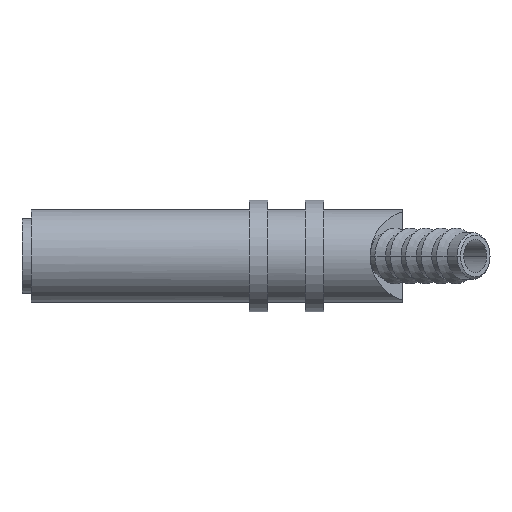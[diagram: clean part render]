
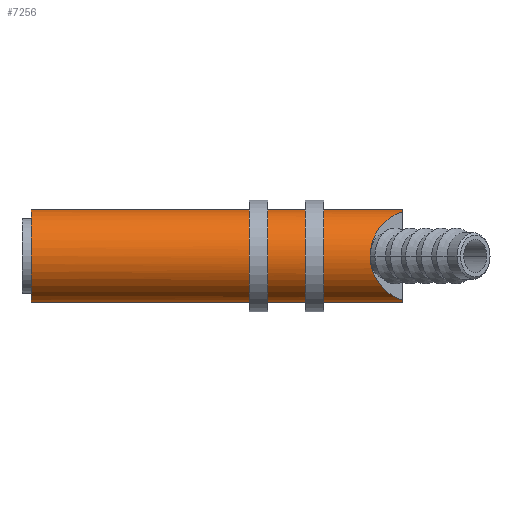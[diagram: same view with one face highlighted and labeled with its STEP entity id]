
A CAD part, front view. The second image highlights one B-rep face of the part: STEP entity #7256.
In plain terms, the highlighted cylindrical face has radius 5 mm (diameter 10 mm), a partial arc.
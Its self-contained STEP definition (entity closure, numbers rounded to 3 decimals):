
#147 = CARTESIAN_POINT ( 'NONE',  ( 37.464, -5., 0. ) ) ;
#201 = VERTEX_POINT ( 'NONE', #5147 ) ;
#223 = CARTESIAN_POINT ( 'NONE',  ( 7.023, -0.185, 4.997 ) ) ;
#366 = EDGE_CURVE ( 'NONE', #201, #5818, #4447, .T. ) ;
#374 = CARTESIAN_POINT ( 'NONE',  ( 37.464, -5., 0. ) ) ;
#395 = CARTESIAN_POINT ( 'NONE',  ( 0., 0., 5. ) ) ;
#427 = DIRECTION ( 'NONE',  ( -1., 0., 0. ) ) ;
#471 = CARTESIAN_POINT ( 'NONE',  ( 8., -0.185, 4.997 ) ) ;
#504 = CARTESIAN_POINT ( 'NONE',  ( 41., 0., 0. ) ) ;
#506 = CIRCLE ( 'NONE', #1142, 5. ) ;
#526 = CARTESIAN_POINT ( 'NONE',  ( 5.883, 0., 5. ) ) ;
#587 = DIRECTION ( 'NONE',  ( 0., 0., 1. ) ) ;
#665 = EDGE_CURVE ( 'NONE', #5310, #2866, #2364, .T. ) ;
#740 = DIRECTION ( 'NONE',  ( -1., 0., 0. ) ) ;
#792 = CIRCLE ( 'NONE', #5006, 5. ) ;
#839 = EDGE_LOOP ( 'NONE', ( #4232, #6301, #5380, #5640, #2843, #4999, #3604, #2624, #5280, #1677, #6166, #1587, #3107, #2230 ) ) ;
#1004 = DIRECTION ( 'NONE',  ( -1., 0., 0. ) ) ;
#1119 = EDGE_CURVE ( 'NONE', #5168, #201, #3266, .T. ) ;
#1142 = AXIS2_PLACEMENT_3D ( 'NONE', #2052, #740, #6313 ) ;
#1228 = EDGE_CURVE ( 'NONE', #7575, #6830, #3958, .T. ) ;
#1288 = CARTESIAN_POINT ( 'NONE',  ( 0., 0., 0. ) ) ;
#1396 = VERTEX_POINT ( 'NONE', #526 ) ;
#1587 = ORIENTED_EDGE ( 'NONE', *, *, #2112, .T. ) ;
#1677 = ORIENTED_EDGE ( 'NONE', *, *, #3136, .F. ) ;
#1699 = DIRECTION ( 'NONE',  ( 0., 0., 1. ) ) ;
#1740 = DIRECTION ( 'NONE',  ( -1., 0., 0. ) ) ;
#1794 = DIRECTION ( 'NONE',  ( -1., 0., 0. ) ) ;
#1871 = DIRECTION ( 'NONE',  ( 0., 0., 1. ) ) ;
#1896 = VECTOR ( 'NONE', #1004, 1000. ) ;
#1930 = CARTESIAN_POINT ( 'NONE',  ( 41., -1.464, 4.781 ) ) ;
#2036 = CARTESIAN_POINT ( 'NONE',  ( 8., 0., 0. ) ) ;
#2052 = CARTESIAN_POINT ( 'NONE',  ( 5.883, 0., 0. ) ) ;
#2112 = EDGE_CURVE ( 'NONE', #6830, #1396, #506, .T. ) ;
#2125 = VERTEX_POINT ( 'NONE', #5707 ) ;
#2153 = VERTEX_POINT ( 'NONE', #374 ) ;
#2228 = DIRECTION ( 'NONE',  ( -1., 0., 0. ) ) ;
#2230 = ORIENTED_EDGE ( 'NONE', *, *, #366, .F. ) ;
#2280 = VERTEX_POINT ( 'NONE', #5325 ) ;
#2341 =( BOUNDED_CURVE ( )  B_SPLINE_CURVE ( 3, ( #4509, #5762, #5802, #5186 ),
 .UNSPECIFIED., .F., .F. ) 
 B_SPLINE_CURVE_WITH_KNOTS ( ( 4, 4 ),
 ( 0., 1.274 ),
 .UNSPECIFIED. ) 
 CURVE ( )  GEOMETRIC_REPRESENTATION_ITEM ( )  RATIONAL_B_SPLINE_CURVE ( ( 1., 0.869, 0.869, 1. ) ) 
 REPRESENTATION_ITEM ( '' )  );
#2364 = B_SPLINE_CURVE_WITH_KNOTS ( 'NONE', 3,
 ( #3255, #3367, #7641, #5825, #5213, #5710 ),
 .UNSPECIFIED., .F., .F.,
 ( 4, 2, 4 ),
 ( 0.939, 0.969, 1. ),
 .UNSPECIFIED. ) ;
#2393 = CARTESIAN_POINT ( 'NONE',  ( 1., 0., 0. ) ) ;
#2418 = CIRCLE ( 'NONE', #4458, 5. ) ;
#2422 = AXIS2_PLACEMENT_3D ( 'NONE', #3307, #4547, #3271 ) ;
#2481 = CYLINDRICAL_SURFACE ( 'NONE', #6549, 5. ) ;
#2596 = EDGE_CURVE ( 'NONE', #1396, #5818, #2827, .T. ) ;
#2624 = ORIENTED_EDGE ( 'NONE', *, *, #4258, .F. ) ;
#2674 = CIRCLE ( 'NONE', #4843, 5. ) ;
#2817 = CARTESIAN_POINT ( 'NONE',  ( 7.023, -0.033, 5. ) ) ;
#2827 = LINE ( 'NONE', #395, #7556 ) ;
#2843 = ORIENTED_EDGE ( 'NONE', *, *, #2875, .T. ) ;
#2866 = VERTEX_POINT ( 'NONE', #2817 ) ;
#2875 = EDGE_CURVE ( 'NONE', #7057, #2280, #2674, .T. ) ;
#3034 = EDGE_CURVE ( 'NONE', #2125, #4966, #4451, .T. ) ;
#3107 = ORIENTED_EDGE ( 'NONE', *, *, #2596, .T. ) ;
#3136 = EDGE_CURVE ( 'NONE', #7575, #4966, #2418, .T. ) ;
#3255 = CARTESIAN_POINT ( 'NONE',  ( 7.023, 0., 5. ) ) ;
#3266 = LINE ( 'NONE', #6772, #5342 ) ;
#3271 = DIRECTION ( 'NONE',  ( 0., -0.007, 1. ) ) ;
#3307 = CARTESIAN_POINT ( 'NONE',  ( 7.023, 0., 0. ) ) ;
#3367 = CARTESIAN_POINT ( 'NONE',  ( 7.023, -0.005, 5. ) ) ;
#3427 = CARTESIAN_POINT ( 'NONE',  ( 8., -0.374, 4.986 ) ) ;
#3527 = EDGE_CURVE ( 'NONE', #2153, #7057, #2341, .T. ) ;
#3604 = ORIENTED_EDGE ( 'NONE', *, *, #665, .T. ) ;
#3795 = DIRECTION ( 'NONE',  ( -1., 0., 0. ) ) ;
#3958 = LINE ( 'NONE', #4523, #1896 ) ;
#4210 = VERTEX_POINT ( 'NONE', #5305 ) ;
#4232 = ORIENTED_EDGE ( 'NONE', *, *, #1119, .F. ) ;
#4258 = EDGE_CURVE ( 'NONE', #2125, #2866, #4851, .T. ) ;
#4266 = CARTESIAN_POINT ( 'NONE',  ( 41., 0., -5. ) ) ;
#4279 = DIRECTION ( 'NONE',  ( 0., 0., 1. ) ) ;
#4292 = LINE ( 'NONE', #5547, #4480 ) ;
#4339 = CARTESIAN_POINT ( 'NONE',  ( 37.464, -5., -2.28 ) ) ;
#4447 = CIRCLE ( 'NONE', #7668, 5. ) ;
#4451 = LINE ( 'NONE', #223, #5359 ) ;
#4458 = AXIS2_PLACEMENT_3D ( 'NONE', #2036, #3795, #4923 ) ;
#4480 = VECTOR ( 'NONE', #6756, 1000. ) ;
#4509 = CARTESIAN_POINT ( 'NONE',  ( 37.464, -5., 0. ) ) ;
#4523 = CARTESIAN_POINT ( 'NONE',  ( 8., -0.374, 4.986 ) ) ;
#4547 = DIRECTION ( 'NONE',  ( -1., 0., 0. ) ) ;
#4837 = DIRECTION ( 'NONE',  ( -1., 0., 0. ) ) ;
#4843 = AXIS2_PLACEMENT_3D ( 'NONE', #504, #427, #1699 ) ;
#4851 = CIRCLE ( 'NONE', #2422, 5. ) ;
#4923 = DIRECTION ( 'NONE',  ( 0., -0.037, 0.999 ) ) ;
#4966 = VERTEX_POINT ( 'NONE', #471 ) ;
#4999 = ORIENTED_EDGE ( 'NONE', *, *, #6378, .T. ) ;
#5006 = AXIS2_PLACEMENT_3D ( 'NONE', #6071, #1740, #587 ) ;
#5142 = CARTESIAN_POINT ( 'NONE',  ( 5.883, -0.374, 4.986 ) ) ;
#5147 = CARTESIAN_POINT ( 'NONE',  ( 1., 0., -5. ) ) ;
#5168 = VERTEX_POINT ( 'NONE', #4266 ) ;
#5186 = CARTESIAN_POINT ( 'NONE',  ( 41., -1.464, 4.781 ) ) ;
#5213 = CARTESIAN_POINT ( 'NONE',  ( 7.023, -0.026, 5. ) ) ;
#5280 = ORIENTED_EDGE ( 'NONE', *, *, #3034, .T. ) ;
#5305 = CARTESIAN_POINT ( 'NONE',  ( 41., -1.464, -4.781 ) ) ;
#5310 = VERTEX_POINT ( 'NONE', #5409 ) ;
#5325 = CARTESIAN_POINT ( 'NONE',  ( 41., 0., 5. ) ) ;
#5342 = VECTOR ( 'NONE', #6162, 1000. ) ;
#5359 = VECTOR ( 'NONE', #5709, 1000. ) ;
#5380 = ORIENTED_EDGE ( 'NONE', *, *, #6769, .T. ) ;
#5409 = CARTESIAN_POINT ( 'NONE',  ( 7.023, 0., 5. ) ) ;
#5547 = CARTESIAN_POINT ( 'NONE',  ( 0., 0., 5. ) ) ;
#5640 = ORIENTED_EDGE ( 'NONE', *, *, #3527, .T. ) ;
#5707 = CARTESIAN_POINT ( 'NONE',  ( 7.023, -0.185, 4.997 ) ) ;
#5709 = DIRECTION ( 'NONE',  ( 1., 0., 0. ) ) ;
#5710 = CARTESIAN_POINT ( 'NONE',  ( 7.023, -0.033, 5. ) ) ;
#5762 = CARTESIAN_POINT ( 'NONE',  ( 37.464, -5., 2.28 ) ) ;
#5802 = CARTESIAN_POINT ( 'NONE',  ( 38.82, -3.644, 4.113 ) ) ;
#5818 = VERTEX_POINT ( 'NONE', #7408 ) ;
#5825 = CARTESIAN_POINT ( 'NONE',  ( 7.023, -0.019, 5. ) ) ;
#6071 = CARTESIAN_POINT ( 'NONE',  ( 41., 0., 0. ) ) ;
#6109 = CARTESIAN_POINT ( 'NONE',  ( 41., -1.464, -4.781 ) ) ;
#6130 = FACE_OUTER_BOUND ( 'NONE', #839, .T. ) ;
#6162 = DIRECTION ( 'NONE',  ( -1., 0., 0. ) ) ;
#6166 = ORIENTED_EDGE ( 'NONE', *, *, #1228, .T. ) ;
#6191 =( BOUNDED_CURVE ( )  B_SPLINE_CURVE ( 3, ( #6109, #6762, #4339, #147 ),
 .UNSPECIFIED., .F., .F. ) 
 B_SPLINE_CURVE_WITH_KNOTS ( ( 4, 4 ),
 ( 5.01, 6.283 ),
 .UNSPECIFIED. ) 
 CURVE ( )  GEOMETRIC_REPRESENTATION_ITEM ( )  RATIONAL_B_SPLINE_CURVE ( ( 1., 0.869, 0.869, 1. ) ) 
 REPRESENTATION_ITEM ( '' )  );
#6301 = ORIENTED_EDGE ( 'NONE', *, *, #6579, .T. ) ;
#6313 = DIRECTION ( 'NONE',  ( 0., 0.008, 1. ) ) ;
#6378 = EDGE_CURVE ( 'NONE', #2280, #5310, #4292, .T. ) ;
#6549 = AXIS2_PLACEMENT_3D ( 'NONE', #1288, #4837, #4279 ) ;
#6579 = EDGE_CURVE ( 'NONE', #5168, #4210, #792, .T. ) ;
#6756 = DIRECTION ( 'NONE',  ( -1., 0., 0. ) ) ;
#6762 = CARTESIAN_POINT ( 'NONE',  ( 38.82, -3.644, -4.113 ) ) ;
#6769 = EDGE_CURVE ( 'NONE', #4210, #2153, #6191, .T. ) ;
#6772 = CARTESIAN_POINT ( 'NONE',  ( 0., 0., -5. ) ) ;
#6830 = VERTEX_POINT ( 'NONE', #5142 ) ;
#7057 = VERTEX_POINT ( 'NONE', #1930 ) ;
#7256 = ADVANCED_FACE ( 'NONE', ( #6130 ), #2481, .T. ) ;
#7408 = CARTESIAN_POINT ( 'NONE',  ( 1., 0., 5. ) ) ;
#7556 = VECTOR ( 'NONE', #2228, 1000. ) ;
#7575 = VERTEX_POINT ( 'NONE', #3427 ) ;
#7641 = CARTESIAN_POINT ( 'NONE',  ( 7.023, -0.008, 5. ) ) ;
#7668 = AXIS2_PLACEMENT_3D ( 'NONE', #2393, #1794, #1871 ) ;
